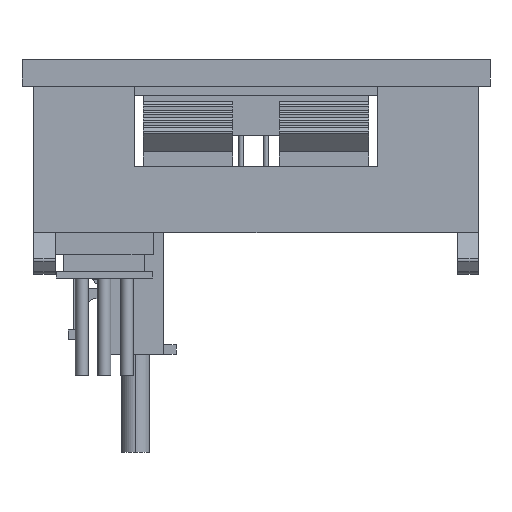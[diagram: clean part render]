
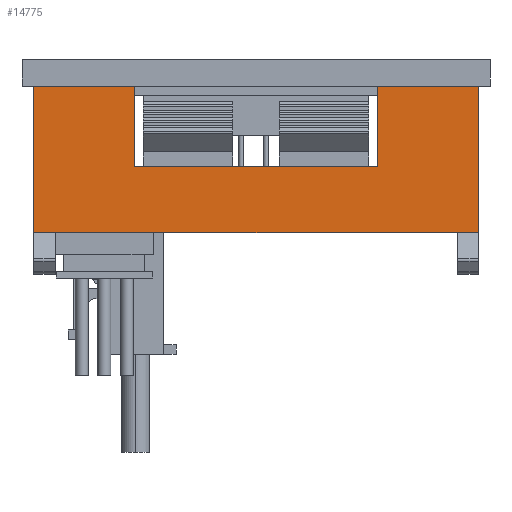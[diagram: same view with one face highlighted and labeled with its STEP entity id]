
A CAD part, front view. The second image highlights one B-rep face of the part: STEP entity #14775.
In plain terms, the highlighted planar face has unit normal (0, -1, 0).
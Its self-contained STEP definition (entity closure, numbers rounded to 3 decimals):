
#320 = ORIENTED_EDGE ( 'NONE', *, *, #6797, .T. ) ;
#467 = AXIS2_PLACEMENT_3D ( 'NONE', #1520, #14006, #4841 ) ;
#726 = ORIENTED_EDGE ( 'NONE', *, *, #2333, .F. ) ;
#811 = CARTESIAN_POINT ( 'NONE',  ( 22.7, -12.85, 0. ) ) ;
#1263 = DIRECTION ( 'NONE',  ( -1., 0., 0. ) ) ;
#1517 = LINE ( 'NONE', #10877, #9578 ) ;
#1520 = CARTESIAN_POINT ( 'NONE',  ( 22.7, -12.85, -19.2 ) ) ;
#1609 = CARTESIAN_POINT ( 'NONE',  ( -12.45, -12.85, 0. ) ) ;
#2333 = EDGE_CURVE ( 'NONE', #11128, #14593, #16143, .T. ) ;
#2343 = EDGE_CURVE ( 'NONE', #4785, #4216, #22514, .T. ) ;
#2435 = LINE ( 'NONE', #15162, #20471 ) ;
#2444 = DIRECTION ( 'NONE',  ( -1., 0., 0. ) ) ;
#3169 = CARTESIAN_POINT ( 'NONE',  ( 22.7, -12.85, -15. ) ) ;
#3467 = LINE ( 'NONE', #15796, #16256 ) ;
#3526 = DIRECTION ( 'NONE',  ( 0., 0., 1. ) ) ;
#4216 = VERTEX_POINT ( 'NONE', #10705 ) ;
#4718 = ORIENTED_EDGE ( 'NONE', *, *, #19360, .T. ) ;
#4785 = VERTEX_POINT ( 'NONE', #13144 ) ;
#4841 = DIRECTION ( 'NONE',  ( -1., 0., 0. ) ) ;
#5347 = LINE ( 'NONE', #11293, #18393 ) ;
#5680 = VERTEX_POINT ( 'NONE', #3169 ) ;
#5863 = VECTOR ( 'NONE', #21183, 1000. ) ;
#6278 = EDGE_LOOP ( 'NONE', ( #17340, #13607, #4718, #320, #726, #14908, #8927, #21548 ) ) ;
#6797 = EDGE_CURVE ( 'NONE', #13348, #14593, #10970, .T. ) ;
#7053 = CARTESIAN_POINT ( 'NONE',  ( 12.45, -12.85, -19.2 ) ) ;
#7383 = DIRECTION ( 'NONE',  ( -1., 0., 0. ) ) ;
#8693 = CARTESIAN_POINT ( 'NONE',  ( -22.7, -12.85, -19.2 ) ) ;
#8772 = CARTESIAN_POINT ( 'NONE',  ( -23.9, -12.85, -15. ) ) ;
#8927 = ORIENTED_EDGE ( 'NONE', *, *, #13809, .T. ) ;
#9012 = EDGE_CURVE ( 'NONE', #4216, #11703, #5347, .T. ) ;
#9578 = VECTOR ( 'NONE', #7383, 1000. ) ;
#10705 = CARTESIAN_POINT ( 'NONE',  ( 12.45, -12.85, -8.2 ) ) ;
#10877 = CARTESIAN_POINT ( 'NONE',  ( 22.7, -12.85, 0. ) ) ;
#10970 = LINE ( 'NONE', #12065, #12927 ) ;
#11128 = VERTEX_POINT ( 'NONE', #20917 ) ;
#11293 = CARTESIAN_POINT ( 'NONE',  ( 22.7, -12.85, -8.2 ) ) ;
#11703 = VERTEX_POINT ( 'NONE', #11805 ) ;
#11805 = CARTESIAN_POINT ( 'NONE',  ( -12.45, -12.85, -8.2 ) ) ;
#12065 = CARTESIAN_POINT ( 'NONE',  ( 22.7, -12.85, 0. ) ) ;
#12103 = DIRECTION ( 'NONE',  ( 0., 0., 1. ) ) ;
#12149 = PLANE ( 'NONE',  #467 ) ;
#12927 = VECTOR ( 'NONE', #1263, 1000. ) ;
#13137 = FACE_OUTER_BOUND ( 'NONE', #6278, .T. ) ;
#13144 = CARTESIAN_POINT ( 'NONE',  ( 12.45, -12.85, 0. ) ) ;
#13348 = VERTEX_POINT ( 'NONE', #1609 ) ;
#13607 = ORIENTED_EDGE ( 'NONE', *, *, #9012, .T. ) ;
#13637 = VECTOR ( 'NONE', #12103, 1000. ) ;
#13809 = EDGE_CURVE ( 'NONE', #5680, #16199, #3467, .T. ) ;
#14006 = DIRECTION ( 'NONE',  ( 0., 1., 0. ) ) ;
#14028 = DIRECTION ( 'NONE',  ( 0., 0., -1. ) ) ;
#14593 = VERTEX_POINT ( 'NONE', #18156 ) ;
#14745 = VECTOR ( 'NONE', #14028, 1000. ) ;
#14775 = ADVANCED_FACE ( 'NONE', ( #13137 ), #12149, .F. ) ;
#14908 = ORIENTED_EDGE ( 'NONE', *, *, #17123, .T. ) ;
#15162 = CARTESIAN_POINT ( 'NONE',  ( -12.45, -12.85, -19.2 ) ) ;
#15796 = CARTESIAN_POINT ( 'NONE',  ( 22.7, -12.85, -19.2 ) ) ;
#16143 = LINE ( 'NONE', #8693, #13637 ) ;
#16199 = VERTEX_POINT ( 'NONE', #811 ) ;
#16256 = VECTOR ( 'NONE', #3526, 1000. ) ;
#17123 = EDGE_CURVE ( 'NONE', #11128, #5680, #21711, .T. ) ;
#17340 = ORIENTED_EDGE ( 'NONE', *, *, #2343, .T. ) ;
#18156 = CARTESIAN_POINT ( 'NONE',  ( -22.7, -12.85, 0. ) ) ;
#18393 = VECTOR ( 'NONE', #2444, 1000. ) ;
#19360 = EDGE_CURVE ( 'NONE', #11703, #13348, #2435, .T. ) ;
#20471 = VECTOR ( 'NONE', #20683, 1000. ) ;
#20683 = DIRECTION ( 'NONE',  ( 0., 0., 1. ) ) ;
#20917 = CARTESIAN_POINT ( 'NONE',  ( -22.7, -12.85, -15. ) ) ;
#21183 = DIRECTION ( 'NONE',  ( 1., 0., 0. ) ) ;
#21472 = EDGE_CURVE ( 'NONE', #16199, #4785, #1517, .T. ) ;
#21548 = ORIENTED_EDGE ( 'NONE', *, *, #21472, .T. ) ;
#21711 = LINE ( 'NONE', #8772, #5863 ) ;
#22514 = LINE ( 'NONE', #7053, #14745 ) ;
